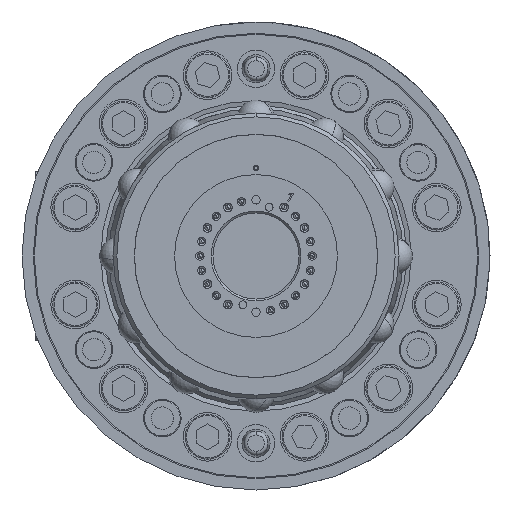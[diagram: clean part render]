
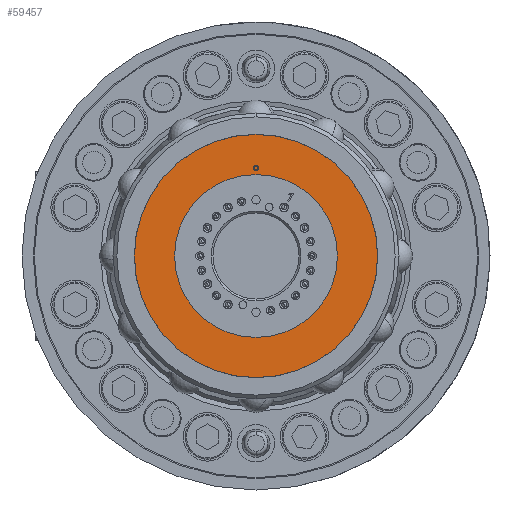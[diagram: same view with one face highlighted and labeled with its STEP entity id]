
A CAD part, front view. The second image highlights one B-rep face of the part: STEP entity #59457.
In plain terms, the highlighted planar face has unit normal (0, -1, 0).
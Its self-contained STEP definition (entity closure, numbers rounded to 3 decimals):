
#3242 = CIRCLE ( 'NONE', #25166, 43.5 ) ;
#4261 = DIRECTION ( 'NONE',  ( -1., 0., 0. ) ) ;
#7194 = DIRECTION ( 'NONE',  ( 0., 1., 0. ) ) ;
#7410 = EDGE_CURVE ( 'NONE', #75646, #15033, #53023, .T. ) ;
#7977 = CARTESIAN_POINT ( 'NONE',  ( 64.95, -127., 0. ) ) ;
#8188 = CARTESIAN_POINT ( 'NONE',  ( 43.5, -127., 0. ) ) ;
#8272 = DIRECTION ( 'NONE',  ( -1., 0., 0. ) ) ;
#9291 = AXIS2_PLACEMENT_3D ( 'NONE', #21970, #34439, #60540 ) ;
#14054 = AXIS2_PLACEMENT_3D ( 'NONE', #7977, #47031, #8272 ) ;
#15033 = VERTEX_POINT ( 'NONE', #37868 ) ;
#15790 = FACE_BOUND ( 'NONE', #26532, .T. ) ;
#17707 = CIRCLE ( 'NONE', #72511, 64.95 ) ;
#17934 = EDGE_CURVE ( 'NONE', #82055, #69057, #79926, .T. ) ;
#20980 = PLANE ( 'NONE',  #14054 ) ;
#21970 = CARTESIAN_POINT ( 'NONE',  ( 0., -127., 0. ) ) ;
#25154 = CARTESIAN_POINT ( 'NONE',  ( 0., -127., 0. ) ) ;
#25166 = AXIS2_PLACEMENT_3D ( 'NONE', #35113, #80441, #41635 ) ;
#26532 = EDGE_LOOP ( 'NONE', ( #27229, #63717 ) ) ;
#27229 = ORIENTED_EDGE ( 'NONE', *, *, #43069, .T. ) ;
#31678 = DIRECTION ( 'NONE',  ( 1., 0., 0. ) ) ;
#33818 = ORIENTED_EDGE ( 'NONE', *, *, #67192, .T. ) ;
#34439 = DIRECTION ( 'NONE',  ( 0., -1., 0. ) ) ;
#35113 = CARTESIAN_POINT ( 'NONE',  ( 0., -127., 0. ) ) ;
#37868 = CARTESIAN_POINT ( 'NONE',  ( -43.5, -127., 0. ) ) ;
#41635 = DIRECTION ( 'NONE',  ( -1., 0., 0. ) ) ;
#43069 = EDGE_CURVE ( 'NONE', #15033, #75646, #3242, .T. ) ;
#47031 = DIRECTION ( 'NONE',  ( 0., 1., 0. ) ) ;
#47554 = CARTESIAN_POINT ( 'NONE',  ( 64.95, -127., 0. ) ) ;
#53023 = CIRCLE ( 'NONE', #74999, 43.5 ) ;
#55582 = CARTESIAN_POINT ( 'NONE',  ( -64.95, -127., 0. ) ) ;
#59457 = ADVANCED_FACE ( 'NONE', ( #15790, #65497 ), #20980, .F. ) ;
#59648 = EDGE_LOOP ( 'NONE', ( #66547, #33818 ) ) ;
#60413 = CARTESIAN_POINT ( 'NONE',  ( 0., -127., 0. ) ) ;
#60540 = DIRECTION ( 'NONE',  ( 1., 0., 0. ) ) ;
#63717 = ORIENTED_EDGE ( 'NONE', *, *, #7410, .T. ) ;
#65497 = FACE_OUTER_BOUND ( 'NONE', #59648, .T. ) ;
#66547 = ORIENTED_EDGE ( 'NONE', *, *, #17934, .T. ) ;
#67192 = EDGE_CURVE ( 'NONE', #69057, #82055, #17707, .T. ) ;
#69057 = VERTEX_POINT ( 'NONE', #47554 ) ;
#70504 = DIRECTION ( 'NONE',  ( 0., -1., 0. ) ) ;
#72511 = AXIS2_PLACEMENT_3D ( 'NONE', #25154, #70504, #31678 ) ;
#74999 = AXIS2_PLACEMENT_3D ( 'NONE', #60413, #7194, #4261 ) ;
#75646 = VERTEX_POINT ( 'NONE', #8188 ) ;
#79926 = CIRCLE ( 'NONE', #9291, 64.95 ) ;
#80441 = DIRECTION ( 'NONE',  ( 0., 1., 0. ) ) ;
#82055 = VERTEX_POINT ( 'NONE', #55582 ) ;
